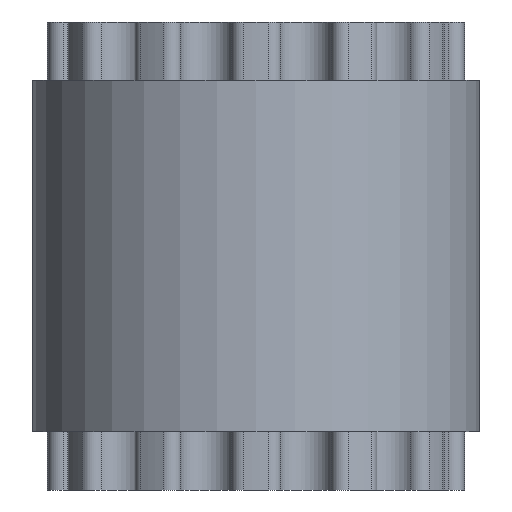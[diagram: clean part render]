
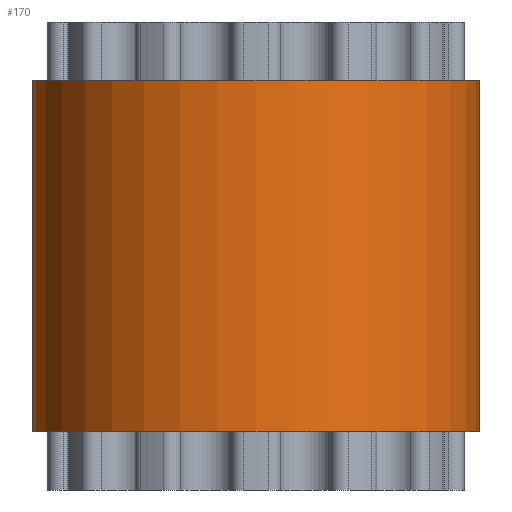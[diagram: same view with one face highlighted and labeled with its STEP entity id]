
A CAD part, front view. The second image highlights one B-rep face of the part: STEP entity #170.
In plain terms, the highlighted cylindrical face has radius 3.82 mm (diameter 7.639 mm), a full revolution.
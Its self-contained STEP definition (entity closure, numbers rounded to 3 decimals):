
#97=FACE_BOUND('',#320,.T.);
#98=FACE_BOUND('',#321,.T.);
#170=ADVANCED_FACE('',(#97,#98),#219,.T.);
#219=CYLINDRICAL_SURFACE('',#1199,3.82);
#320=EDGE_LOOP('',(#706));
#321=EDGE_LOOP('',(#707));
#706=ORIENTED_EDGE('',*,*,#950,.T.);
#707=ORIENTED_EDGE('',*,*,#951,.T.);
#804=VERTEX_POINT('',#1840);
#805=VERTEX_POINT('',#1842);
#950=EDGE_CURVE('',#804,#804,#1048,.T.);
#951=EDGE_CURVE('',#805,#805,#1049,.T.);
#1048=CIRCLE('',#1197,3.82);
#1049=CIRCLE('',#1198,3.82);
#1197=AXIS2_PLACEMENT_3D('',#1839,#1542,#1543);
#1198=AXIS2_PLACEMENT_3D('',#1841,#1544,#1545);
#1199=AXIS2_PLACEMENT_3D('',#1843,#1546,#1547);
#1542=DIRECTION('',(0.,0.,1.));
#1543=DIRECTION('',(1.,0.,0.));
#1544=DIRECTION('',(0.,0.,-1.));
#1545=DIRECTION('',(1.,0.,0.));
#1546=DIRECTION('',(0.,0.,1.));
#1547=DIRECTION('',(1.,0.,0.));
#1839=CARTESIAN_POINT('',(0.,0.,1.));
#1840=CARTESIAN_POINT('',(3.82,0.,1.));
#1841=CARTESIAN_POINT('',(0.,0.,7.));
#1842=CARTESIAN_POINT('',(3.82,0.,7.));
#1843=CARTESIAN_POINT('',(0.,0.,1.));
